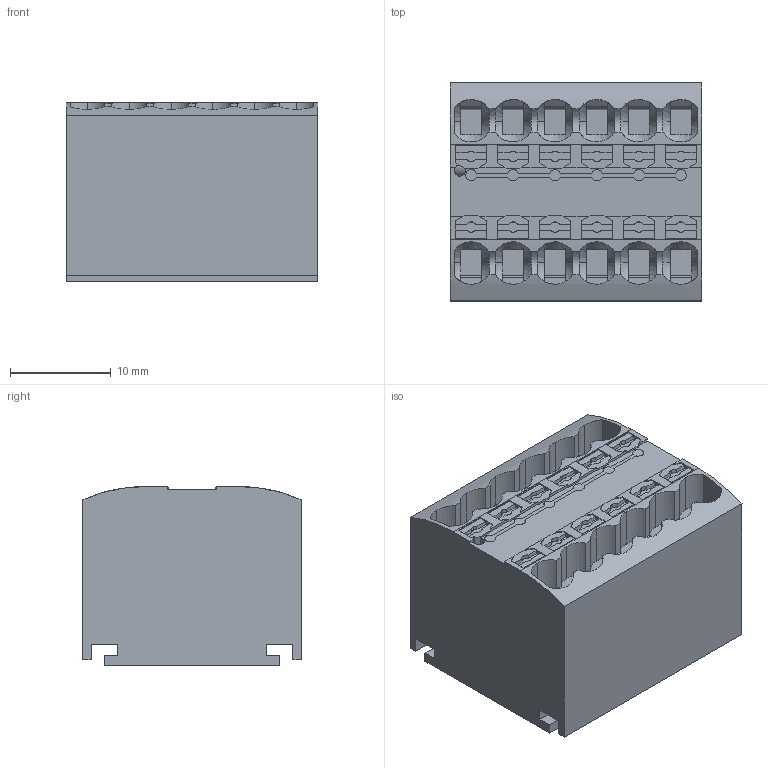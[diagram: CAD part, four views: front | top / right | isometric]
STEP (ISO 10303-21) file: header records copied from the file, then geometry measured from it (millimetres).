
FILE_DESCRIPTION(('HOOPS Exchange Step'),'2;1');
FILE_NAME('export-DE7DB943-AC35-47EE-B6E3-B2508885F2F5.stp','2021-02-02T19:16:23+01:00',('Engineering'),('Alibre'),'HOOPS Exchange 2020.1','Alibre','Unknown authorisation');
FILE_SCHEMA( ('AP242_MANAGED_MODEL_BASED_3D_ENGINEERING_MIM_LF {1 0 10303 442 1 1 4 }') );
Length unit declared in the file: millimetre
Products named in the file (2): 5454-1 Distribution block - PTFIX 12X1,5-G RD - 3002878; 5454 Distribution block - PTFIX 12X1,5-G RD - 3002878
Assembly tree (1 placements, depth 2):
  5454 Distribution block - PTFIX 12X1,5-G RD - 3002878
    5454-1 Distribution block - PTFIX 12X1,5-G RD - 3002878
Bounding box: 24.9 x 21.6 x 17.7 mm (x, y, z)
Volume: 7772.3 mm3; surface area: 4503 mm2
Topology: 1 solids, 1 shells, 514 faces, 1571 edges, 1062 vertices
Faces by surface type: plane 367, cone 84, cylinder 53, bspline 10
Entity records: 40393 total; most frequent: CARTESIAN_POINT 26698, ORIENTED_EDGE 3142, DIRECTION 2322, EDGE_CURVE 1571, VERTEX_POINT 1062, VECTOR 1020, LINE 1020, AXIS2_PLACEMENT_3D 651
